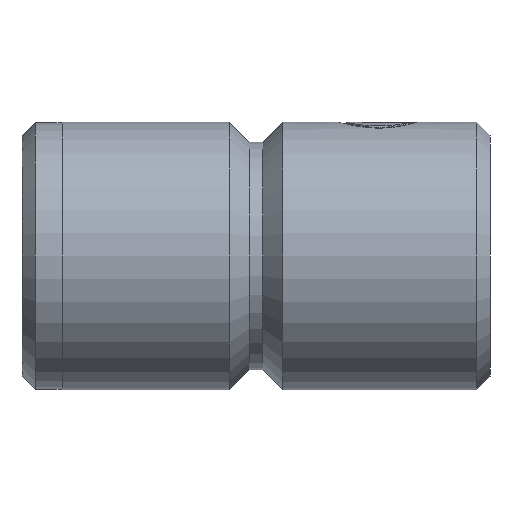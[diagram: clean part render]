
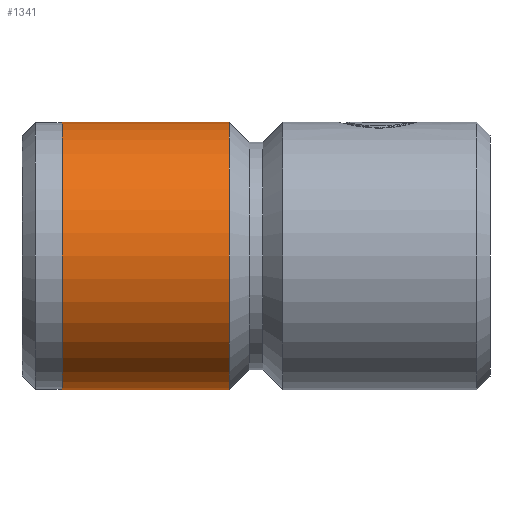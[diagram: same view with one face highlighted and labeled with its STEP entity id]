
A CAD part, left-side view. The second image highlights one B-rep face of the part: STEP entity #1341.
In plain terms, the highlighted cylindrical face has radius 10 mm (diameter 20 mm), a partial arc.
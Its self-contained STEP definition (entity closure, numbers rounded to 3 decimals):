
#20 = LINE ( 'NONE', #387, #1253 ) ;
#164 = CIRCLE ( 'NONE', #380, 10. ) ;
#190 = CARTESIAN_POINT ( 'NONE',  ( 0., 32., -10. ) ) ;
#204 = EDGE_CURVE ( 'NONE', #245, #517, #164, .T. ) ;
#233 = FACE_OUTER_BOUND ( 'NONE', #675, .T. ) ;
#245 = VERTEX_POINT ( 'NONE', #1308 ) ;
#250 = CIRCLE ( 'NONE', #1121, 10. ) ;
#273 = ORIENTED_EDGE ( 'NONE', *, *, #1631, .T. ) ;
#309 = CARTESIAN_POINT ( 'NONE',  ( 0., 19.5, 0. ) ) ;
#380 = AXIS2_PLACEMENT_3D ( 'NONE', #1173, #418, #1298 ) ;
#387 = CARTESIAN_POINT ( 'NONE',  ( 0., 0., -10. ) ) ;
#418 = DIRECTION ( 'NONE',  ( 0., -1., 0. ) ) ;
#436 = DIRECTION ( 'NONE',  ( 0., 0., -1. ) ) ;
#446 = AXIS2_PLACEMENT_3D ( 'NONE', #993, #610, #1623 ) ;
#459 = ORIENTED_EDGE ( 'NONE', *, *, #802, .F. ) ;
#517 = VERTEX_POINT ( 'NONE', #190 ) ;
#610 = DIRECTION ( 'NONE',  ( 0., -1., 0. ) ) ;
#620 = DIRECTION ( 'NONE',  ( 0., -1., 0. ) ) ;
#675 = EDGE_LOOP ( 'NONE', ( #809, #1466, #273, #459 ) ) ;
#741 = LINE ( 'NONE', #746, #1024 ) ;
#746 = CARTESIAN_POINT ( 'NONE',  ( 0., 0., 10. ) ) ;
#760 = VERTEX_POINT ( 'NONE', #1177 ) ;
#790 = VERTEX_POINT ( 'NONE', #1447 ) ;
#802 = EDGE_CURVE ( 'NONE', #790, #760, #250, .T. ) ;
#809 = ORIENTED_EDGE ( 'NONE', *, *, #1204, .F. ) ;
#993 = CARTESIAN_POINT ( 'NONE',  ( 0., 0., 0. ) ) ;
#1024 = VECTOR ( 'NONE', #620, 1000. ) ;
#1121 = AXIS2_PLACEMENT_3D ( 'NONE', #309, #1194, #436 ) ;
#1162 = CYLINDRICAL_SURFACE ( 'NONE', #446, 10. ) ;
#1173 = CARTESIAN_POINT ( 'NONE',  ( 0., 32., 0. ) ) ;
#1177 = CARTESIAN_POINT ( 'NONE',  ( 0., 19.5, -10. ) ) ;
#1194 = DIRECTION ( 'NONE',  ( 0., -1., 0. ) ) ;
#1204 = EDGE_CURVE ( 'NONE', #245, #790, #741, .T. ) ;
#1253 = VECTOR ( 'NONE', #1396, 1000. ) ;
#1298 = DIRECTION ( 'NONE',  ( 0., 0., -1. ) ) ;
#1308 = CARTESIAN_POINT ( 'NONE',  ( 0., 32., 10. ) ) ;
#1341 = ADVANCED_FACE ( 'NONE', ( #233 ), #1162, .T. ) ;
#1396 = DIRECTION ( 'NONE',  ( 0., -1., 0. ) ) ;
#1447 = CARTESIAN_POINT ( 'NONE',  ( 0., 19.5, 10. ) ) ;
#1466 = ORIENTED_EDGE ( 'NONE', *, *, #204, .T. ) ;
#1623 = DIRECTION ( 'NONE',  ( 0., 0., -1. ) ) ;
#1631 = EDGE_CURVE ( 'NONE', #517, #760, #20, .T. ) ;
